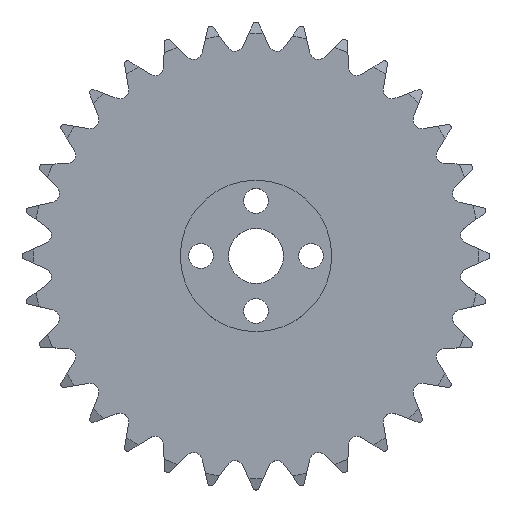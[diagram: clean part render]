
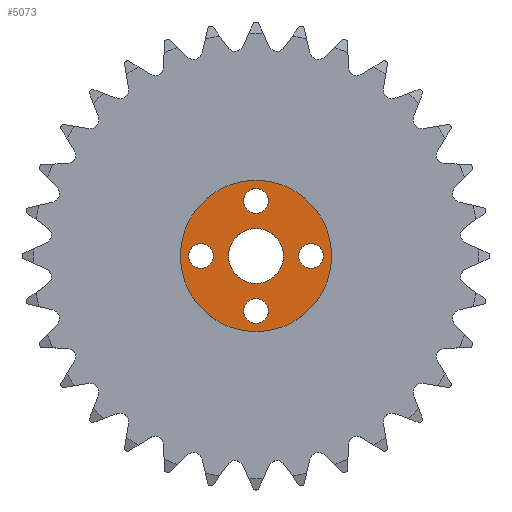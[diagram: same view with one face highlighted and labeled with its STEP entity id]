
A CAD part, top view. The second image highlights one B-rep face of the part: STEP entity #5073.
In plain terms, the highlighted planar face has unit normal (0, 0, 1).
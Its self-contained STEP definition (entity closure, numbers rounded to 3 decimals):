
#1108=FACE_BOUND('',#1391,.T.);
#1109=FACE_BOUND('',#1392,.T.);
#1110=FACE_BOUND('',#1393,.T.);
#1111=FACE_BOUND('',#1394,.T.);
#1112=FACE_BOUND('',#1395,.T.);
#1125=FACE_OUTER_BOUND('',#1390,.T.);
#1390=EDGE_LOOP('',(#3180));
#1391=EDGE_LOOP('',(#3181));
#1392=EDGE_LOOP('',(#3182));
#1393=EDGE_LOOP('',(#3183));
#1394=EDGE_LOOP('',(#3184));
#1395=EDGE_LOOP('',(#3185));
#1672=CIRCLE('',#5341,11.);
#1673=CIRCLE('',#5342,1.8);
#1674=CIRCLE('',#5343,1.8);
#1675=CIRCLE('',#5344,1.8);
#1676=CIRCLE('',#5345,1.8);
#1677=CIRCLE('',#5346,4.);
#1876=VERTEX_POINT('',#7071);
#1877=VERTEX_POINT('',#7073);
#1878=VERTEX_POINT('',#7075);
#1879=VERTEX_POINT('',#7077);
#1880=VERTEX_POINT('',#7079);
#1881=VERTEX_POINT('',#7081);
#2400=EDGE_CURVE('',#1876,#1876,#1672,.T.);
#2401=EDGE_CURVE('',#1877,#1877,#1673,.T.);
#2402=EDGE_CURVE('',#1878,#1878,#1674,.T.);
#2403=EDGE_CURVE('',#1879,#1879,#1675,.T.);
#2404=EDGE_CURVE('',#1880,#1880,#1676,.T.);
#2405=EDGE_CURVE('',#1881,#1881,#1677,.T.);
#3180=ORIENTED_EDGE('',*,*,#2400,.T.);
#3181=ORIENTED_EDGE('',*,*,#2401,.F.);
#3182=ORIENTED_EDGE('',*,*,#2402,.F.);
#3183=ORIENTED_EDGE('',*,*,#2403,.F.);
#3184=ORIENTED_EDGE('',*,*,#2404,.F.);
#3185=ORIENTED_EDGE('',*,*,#2405,.T.);
#4740=PLANE('',#5340);
#5073=ADVANCED_FACE('',(#1125,#1108,#1109,#1110,#1111,#1112),#4740,.T.);
#5340=AXIS2_PLACEMENT_3D('',#7070,#5811,#5812);
#5341=AXIS2_PLACEMENT_3D('',#7072,#5813,#5814);
#5342=AXIS2_PLACEMENT_3D('',#7074,#5815,#5816);
#5343=AXIS2_PLACEMENT_3D('',#7076,#5817,#5818);
#5344=AXIS2_PLACEMENT_3D('',#7078,#5819,#5820);
#5345=AXIS2_PLACEMENT_3D('',#7080,#5821,#5822);
#5346=AXIS2_PLACEMENT_3D('',#7082,#5823,#5824);
#5811=DIRECTION('center_axis',(0.,0.,1.));
#5812=DIRECTION('ref_axis',(1.,0.,0.));
#5813=DIRECTION('center_axis',(0.,0.,1.));
#5814=DIRECTION('ref_axis',(1.,0.,0.));
#5815=DIRECTION('center_axis',(0.,0.,1.));
#5816=DIRECTION('ref_axis',(1.,0.,0.));
#5817=DIRECTION('center_axis',(0.,0.,1.));
#5818=DIRECTION('ref_axis',(0.,1.,0.));
#5819=DIRECTION('center_axis',(0.,0.,1.));
#5820=DIRECTION('ref_axis',(-1.,0.,0.));
#5821=DIRECTION('center_axis',(0.,0.,1.));
#5822=DIRECTION('ref_axis',(0.,-1.,0.));
#5823=DIRECTION('center_axis',(0.,0.,-1.));
#5824=DIRECTION('ref_axis',(1.,0.,0.));
#7070=CARTESIAN_POINT('Origin',(0.,0.,4.));
#7071=CARTESIAN_POINT('',(-11.,0.,4.));
#7072=CARTESIAN_POINT('Origin',(0.,0.,4.));
#7073=CARTESIAN_POINT('',(6.2,0.,4.));
#7074=CARTESIAN_POINT('Origin',(8.,0.,4.));
#7075=CARTESIAN_POINT('',(0.,6.2,4.));
#7076=CARTESIAN_POINT('Origin',(0.,8.,4.));
#7077=CARTESIAN_POINT('',(-6.2,0.,4.));
#7078=CARTESIAN_POINT('Origin',(-8.,0.,4.));
#7079=CARTESIAN_POINT('',(0.,-6.2,4.));
#7080=CARTESIAN_POINT('Origin',(0.,-8.,4.));
#7081=CARTESIAN_POINT('',(4.,0.,4.));
#7082=CARTESIAN_POINT('Origin',(0.,0.,4.));
